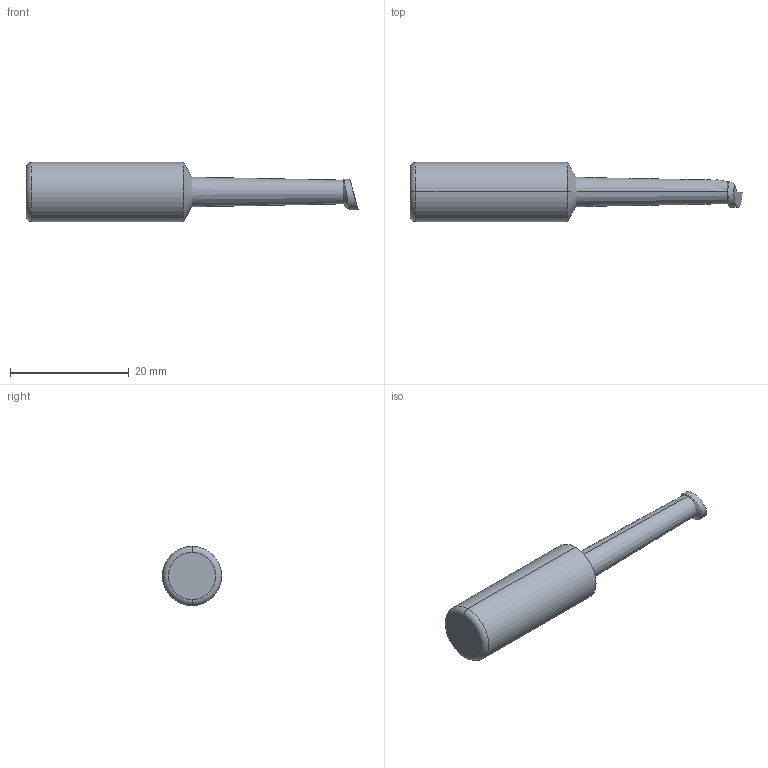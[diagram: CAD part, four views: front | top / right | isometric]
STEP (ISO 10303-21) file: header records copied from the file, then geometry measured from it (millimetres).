
FILE_DESCRIPTION (( 'STEP AP203' ), '1' );
FILE_NAME ('275.006.010C.STEP', '2024-08-30T09:49:41', ( '' ), ( '' ), 'SwSTEP 2.0', 'SolidWorks 2022', '' );
FILE_SCHEMA (( 'CONFIG_CONTROL_DESIGN' ));
Length unit declared in the file: millimetre
Products named in the file (1): 275.006.010C
Bounding box: 56 x 10 x 10 mm (x, y, z)
Volume: 2570.2 mm3; surface area: 1366.9 mm2
Topology: 1 solids, 1 shells, 14 faces, 29 edges, 17 vertices
Faces by surface type: cone 5, plane 4, cylinder 3, torus 2
Entity records: 481 total; most frequent: CARTESIAN_POINT 109, DIRECTION 66, ORIENTED_EDGE 58, EDGE_CURVE 29, AXIS2_PLACEMENT_3D 27, VERTEX_POINT 17, FACE_OUTER_BOUND 14, ADVANCED_FACE 14
